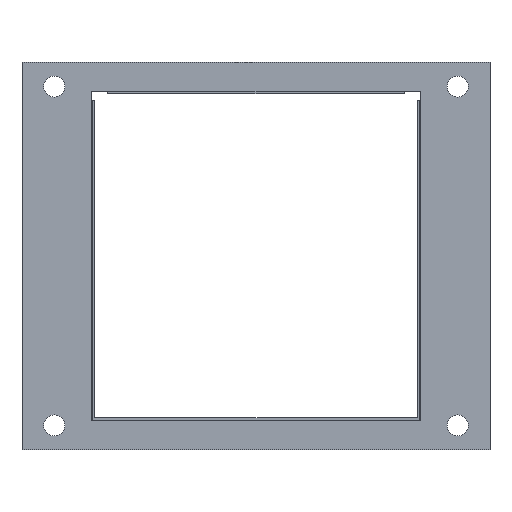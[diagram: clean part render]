
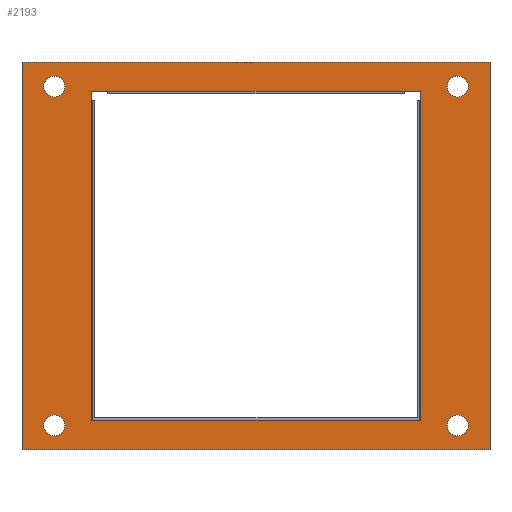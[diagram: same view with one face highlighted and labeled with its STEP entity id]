
A CAD part, top view. The second image highlights one B-rep face of the part: STEP entity #2193.
In plain terms, the highlighted planar face has unit normal (0, 0, 1).
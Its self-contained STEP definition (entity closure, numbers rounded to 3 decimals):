
#12 = LINE ( 'NONE', #1208, #1458 ) ;
#89 = ORIENTED_EDGE ( 'NONE', *, *, #1037, .F. ) ;
#94 = DIRECTION ( 'NONE',  ( 1., 0., 0. ) ) ;
#126 = DIRECTION ( 'NONE',  ( 0., 0., 1. ) ) ;
#151 = CARTESIAN_POINT ( 'NONE',  ( -72.5, 60., 0.8 ) ) ;
#365 = VERTEX_POINT ( 'NONE', #727 ) ;
#368 = CARTESIAN_POINT ( 'NONE',  ( -72.5, -60., 0.8 ) ) ;
#373 = ORIENTED_EDGE ( 'NONE', *, *, #3415, .F. ) ;
#402 = DIRECTION ( 'NONE',  ( -1., 0., 0. ) ) ;
#407 = DIRECTION ( 'NONE',  ( 0., 0., 1. ) ) ;
#429 = PLANE ( 'NONE',  #3880 ) ;
#446 = FACE_BOUND ( 'NONE', #3725, .T. ) ;
#464 = DIRECTION ( 'NONE',  ( 0., 1., 0. ) ) ;
#522 = ORIENTED_EDGE ( 'NONE', *, *, #922, .F. ) ;
#530 = CIRCLE ( 'NONE', #1639, 3.25 ) ;
#588 = CARTESIAN_POINT ( 'NONE',  ( -62.5, -52.5, 0.8 ) ) ;
#605 = ORIENTED_EDGE ( 'NONE', *, *, #2655, .F. ) ;
#616 = EDGE_CURVE ( 'NONE', #365, #837, #1184, .T. ) ;
#727 = CARTESIAN_POINT ( 'NONE',  ( 46., 51.01, 0.8 ) ) ;
#728 = EDGE_LOOP ( 'NONE', ( #89 ) ) ;
#748 = CARTESIAN_POINT ( 'NONE',  ( 46., 51., 0.8 ) ) ;
#773 = CARTESIAN_POINT ( 'NONE',  ( -72.5, -60., 0.8 ) ) ;
#801 = CARTESIAN_POINT ( 'NONE',  ( -46., 51.01, 0.8 ) ) ;
#811 = VECTOR ( 'NONE', #3219, 1000. ) ;
#817 = CARTESIAN_POINT ( 'NONE',  ( 62.5, 52.5, 0.8 ) ) ;
#837 = VERTEX_POINT ( 'NONE', #1020 ) ;
#841 = CARTESIAN_POINT ( 'NONE',  ( -51., -51., 0.8 ) ) ;
#893 = DIRECTION ( 'NONE',  ( 0., 0., 1. ) ) ;
#912 = ORIENTED_EDGE ( 'NONE', *, *, #616, .F. ) ;
#922 = EDGE_CURVE ( 'NONE', #1571, #1571, #3667, .T. ) ;
#948 = CARTESIAN_POINT ( 'NONE',  ( 65.75, -52.5, 0.8 ) ) ;
#954 = VECTOR ( 'NONE', #3132, 1000. ) ;
#961 = VECTOR ( 'NONE', #3231, 1000. ) ;
#969 = CARTESIAN_POINT ( 'NONE',  ( 59.25, 52.5, 0.8 ) ) ;
#1003 = CARTESIAN_POINT ( 'NONE',  ( -50.8, -51., 0.8 ) ) ;
#1010 = VERTEX_POINT ( 'NONE', #1942 ) ;
#1020 = CARTESIAN_POINT ( 'NONE',  ( -46., 51.01, 0.8 ) ) ;
#1037 = EDGE_CURVE ( 'NONE', #1471, #1471, #1510, .T. ) ;
#1058 = CIRCLE ( 'NONE', #2827, 3.25 ) ;
#1070 = EDGE_CURVE ( 'NONE', #3465, #2857, #2105, .T. ) ;
#1116 = DIRECTION ( 'NONE',  ( -1., 0., 0. ) ) ;
#1183 = EDGE_CURVE ( 'NONE', #2635, #2364, #1941, .T. ) ;
#1184 = LINE ( 'NONE', #3239, #811 ) ;
#1195 = VECTOR ( 'NONE', #1912, 1000. ) ;
#1208 = CARTESIAN_POINT ( 'NONE',  ( 72.5, 60., 0.8 ) ) ;
#1219 = DIRECTION ( 'NONE',  ( 0., 1., 0. ) ) ;
#1256 = FACE_BOUND ( 'NONE', #2331, .T. ) ;
#1289 = LINE ( 'NONE', #2203, #2179 ) ;
#1310 = EDGE_CURVE ( 'NONE', #1842, #365, #3400, .T. ) ;
#1321 = CARTESIAN_POINT ( 'NONE',  ( -72.5, 60., 0.8 ) ) ;
#1332 = ORIENTED_EDGE ( 'NONE', *, *, #1183, .F. ) ;
#1342 = CARTESIAN_POINT ( 'NONE',  ( -51., 51., 0.8 ) ) ;
#1434 = ORIENTED_EDGE ( 'NONE', *, *, #2672, .T. ) ;
#1458 = VECTOR ( 'NONE', #1219, 1000. ) ;
#1471 = VERTEX_POINT ( 'NONE', #1859 ) ;
#1492 = DIRECTION ( 'NONE',  ( -1., 0., 0. ) ) ;
#1510 = CIRCLE ( 'NONE', #1519, 3.25 ) ;
#1519 = AXIS2_PLACEMENT_3D ( 'NONE', #588, #407, #402 ) ;
#1541 = EDGE_LOOP ( 'NONE', ( #2125 ) ) ;
#1571 = VERTEX_POINT ( 'NONE', #948 ) ;
#1633 = ORIENTED_EDGE ( 'NONE', *, *, #3457, .T. ) ;
#1639 = AXIS2_PLACEMENT_3D ( 'NONE', #2683, #893, #3002 ) ;
#1713 = VERTEX_POINT ( 'NONE', #2239 ) ;
#1717 = EDGE_CURVE ( 'NONE', #1010, #2534, #2066, .T. ) ;
#1765 = LINE ( 'NONE', #1342, #954 ) ;
#1773 = CARTESIAN_POINT ( 'NONE',  ( -51., 51., 0.8 ) ) ;
#1842 = VERTEX_POINT ( 'NONE', #3503 ) ;
#1859 = CARTESIAN_POINT ( 'NONE',  ( -65.75, -52.5, 0.8 ) ) ;
#1868 = CARTESIAN_POINT ( 'NONE',  ( -51., 51., 0.8 ) ) ;
#1887 = VECTOR ( 'NONE', #464, 1000. ) ;
#1912 = DIRECTION ( 'NONE',  ( 0., -1., 0. ) ) ;
#1922 = CARTESIAN_POINT ( 'NONE',  ( 51., 51., 0.8 ) ) ;
#1941 = LINE ( 'NONE', #2454, #2424 ) ;
#1942 = CARTESIAN_POINT ( 'NONE',  ( -46., 51., 0.8 ) ) ;
#1950 = VECTOR ( 'NONE', #2078, 1000. ) ;
#1971 = DIRECTION ( 'NONE',  ( -1., 0., 0. ) ) ;
#2005 = LINE ( 'NONE', #2799, #1195 ) ;
#2016 = EDGE_LOOP ( 'NONE', ( #1434, #3818, #2311, #1633 ) ) ;
#2041 = ORIENTED_EDGE ( 'NONE', *, *, #3637, .F. ) ;
#2066 = LINE ( 'NONE', #1773, #2758 ) ;
#2078 = DIRECTION ( 'NONE',  ( 1., 0., 0. ) ) ;
#2105 = LINE ( 'NONE', #2716, #2917 ) ;
#2113 = VERTEX_POINT ( 'NONE', #1922 ) ;
#2125 = ORIENTED_EDGE ( 'NONE', *, *, #2383, .F. ) ;
#2131 = CARTESIAN_POINT ( 'NONE',  ( -51., -51., 0.8 ) ) ;
#2145 = EDGE_CURVE ( 'NONE', #2857, #2980, #12, .T. ) ;
#2179 = VECTOR ( 'NONE', #2497, 1000. ) ;
#2193 = ADVANCED_FACE ( 'NONE', ( #1256, #2860, #3655, #446, #3563, #2752 ), #429, .T. ) ;
#2203 = CARTESIAN_POINT ( 'NONE',  ( -51., 51., 0.8 ) ) ;
#2239 = CARTESIAN_POINT ( 'NONE',  ( 51., -51., 0.8 ) ) ;
#2280 = EDGE_LOOP ( 'NONE', ( #912, #2687, #373, #3540, #2041, #1332, #2926, #605, #3025, #3813 ) ) ;
#2311 = ORIENTED_EDGE ( 'NONE', *, *, #2145, .T. ) ;
#2329 = DIRECTION ( 'NONE',  ( 1., 0., 0. ) ) ;
#2331 = EDGE_LOOP ( 'NONE', ( #522 ) ) ;
#2349 = LINE ( 'NONE', #151, #3466 ) ;
#2364 = VERTEX_POINT ( 'NONE', #2669 ) ;
#2366 = EDGE_CURVE ( 'NONE', #1713, #2113, #3634, .T. ) ;
#2383 = EDGE_CURVE ( 'NONE', #3765, #3765, #530, .T. ) ;
#2390 = ORIENTED_EDGE ( 'NONE', *, *, #2884, .F. ) ;
#2421 = DIRECTION ( 'NONE',  ( 1., 0., 0. ) ) ;
#2424 = VECTOR ( 'NONE', #2421, 1000. ) ;
#2454 = CARTESIAN_POINT ( 'NONE',  ( -51., -51., 0.8 ) ) ;
#2489 = VECTOR ( 'NONE', #2329, 1000. ) ;
#2497 = DIRECTION ( 'NONE',  ( 0., -1., 0. ) ) ;
#2534 = VERTEX_POINT ( 'NONE', #1868 ) ;
#2557 = LINE ( 'NONE', #801, #961 ) ;
#2589 = LINE ( 'NONE', #841, #2489 ) ;
#2629 = CARTESIAN_POINT ( 'NONE',  ( 72.5, 60., 0.8 ) ) ;
#2635 = VERTEX_POINT ( 'NONE', #1003 ) ;
#2655 = EDGE_CURVE ( 'NONE', #2534, #3191, #1289, .T. ) ;
#2669 = CARTESIAN_POINT ( 'NONE',  ( 50.8, -51., 0.8 ) ) ;
#2672 = EDGE_CURVE ( 'NONE', #3396, #3465, #2005, .T. ) ;
#2683 = CARTESIAN_POINT ( 'NONE',  ( -62.5, 52.5, 0.8 ) ) ;
#2687 = ORIENTED_EDGE ( 'NONE', *, *, #1310, .F. ) ;
#2716 = CARTESIAN_POINT ( 'NONE',  ( -72.5, -60., 0.8 ) ) ;
#2747 = CARTESIAN_POINT ( 'NONE',  ( -59.25, 52.5, 0.8 ) ) ;
#2752 = FACE_BOUND ( 'NONE', #2280, .T. ) ;
#2758 = VECTOR ( 'NONE', #1492, 1000. ) ;
#2799 = CARTESIAN_POINT ( 'NONE',  ( -72.5, 60., 0.8 ) ) ;
#2827 = AXIS2_PLACEMENT_3D ( 'NONE', #817, #2913, #1116 ) ;
#2833 = DIRECTION ( 'NONE',  ( 1., 0., 0. ) ) ;
#2839 = VECTOR ( 'NONE', #3864, 1000. ) ;
#2857 = VERTEX_POINT ( 'NONE', #3210 ) ;
#2860 = FACE_BOUND ( 'NONE', #1541, .T. ) ;
#2884 = EDGE_CURVE ( 'NONE', #2974, #2974, #1058, .T. ) ;
#2889 = EDGE_CURVE ( 'NONE', #837, #1010, #2557, .T. ) ;
#2913 = DIRECTION ( 'NONE',  ( 0., 0., 1. ) ) ;
#2917 = VECTOR ( 'NONE', #3334, 1000. ) ;
#2926 = ORIENTED_EDGE ( 'NONE', *, *, #3787, .F. ) ;
#2974 = VERTEX_POINT ( 'NONE', #969 ) ;
#2980 = VERTEX_POINT ( 'NONE', #2629 ) ;
#2992 = CARTESIAN_POINT ( 'NONE',  ( 51., 51., 0.8 ) ) ;
#3002 = DIRECTION ( 'NONE',  ( 1., 0., 0. ) ) ;
#3025 = ORIENTED_EDGE ( 'NONE', *, *, #1717, .F. ) ;
#3132 = DIRECTION ( 'NONE',  ( -1., 0., 0. ) ) ;
#3191 = VERTEX_POINT ( 'NONE', #2131 ) ;
#3210 = CARTESIAN_POINT ( 'NONE',  ( 72.5, -60., 0.8 ) ) ;
#3212 = DIRECTION ( 'NONE',  ( 0., 0., 1. ) ) ;
#3219 = DIRECTION ( 'NONE',  ( -1., 0., 0. ) ) ;
#3231 = DIRECTION ( 'NONE',  ( 0., -1., 0. ) ) ;
#3239 = CARTESIAN_POINT ( 'NONE',  ( 46., 51.01, 0.8 ) ) ;
#3244 = CARTESIAN_POINT ( 'NONE',  ( 62.5, -52.5, 0.8 ) ) ;
#3334 = DIRECTION ( 'NONE',  ( 1., 0., 0. ) ) ;
#3396 = VERTEX_POINT ( 'NONE', #1321 ) ;
#3400 = LINE ( 'NONE', #748, #1887 ) ;
#3415 = EDGE_CURVE ( 'NONE', #2113, #1842, #1765, .T. ) ;
#3457 = EDGE_CURVE ( 'NONE', #2980, #3396, #2349, .T. ) ;
#3465 = VERTEX_POINT ( 'NONE', #773 ) ;
#3466 = VECTOR ( 'NONE', #1971, 1000. ) ;
#3503 = CARTESIAN_POINT ( 'NONE',  ( 46., 51., 0.8 ) ) ;
#3540 = ORIENTED_EDGE ( 'NONE', *, *, #2366, .F. ) ;
#3563 = FACE_BOUND ( 'NONE', #728, .T. ) ;
#3618 = LINE ( 'NONE', #3869, #1950 ) ;
#3634 = LINE ( 'NONE', #2992, #2839 ) ;
#3637 = EDGE_CURVE ( 'NONE', #2364, #1713, #2589, .T. ) ;
#3655 = FACE_OUTER_BOUND ( 'NONE', #2016, .T. ) ;
#3667 = CIRCLE ( 'NONE', #3798, 3.25 ) ;
#3725 = EDGE_LOOP ( 'NONE', ( #2390 ) ) ;
#3765 = VERTEX_POINT ( 'NONE', #2747 ) ;
#3787 = EDGE_CURVE ( 'NONE', #3191, #2635, #3618, .T. ) ;
#3798 = AXIS2_PLACEMENT_3D ( 'NONE', #3244, #3212, #2833 ) ;
#3813 = ORIENTED_EDGE ( 'NONE', *, *, #2889, .F. ) ;
#3818 = ORIENTED_EDGE ( 'NONE', *, *, #1070, .T. ) ;
#3864 = DIRECTION ( 'NONE',  ( 0., 1., 0. ) ) ;
#3869 = CARTESIAN_POINT ( 'NONE',  ( -51., -51., 0.8 ) ) ;
#3880 = AXIS2_PLACEMENT_3D ( 'NONE', #368, #126, #94 ) ;
